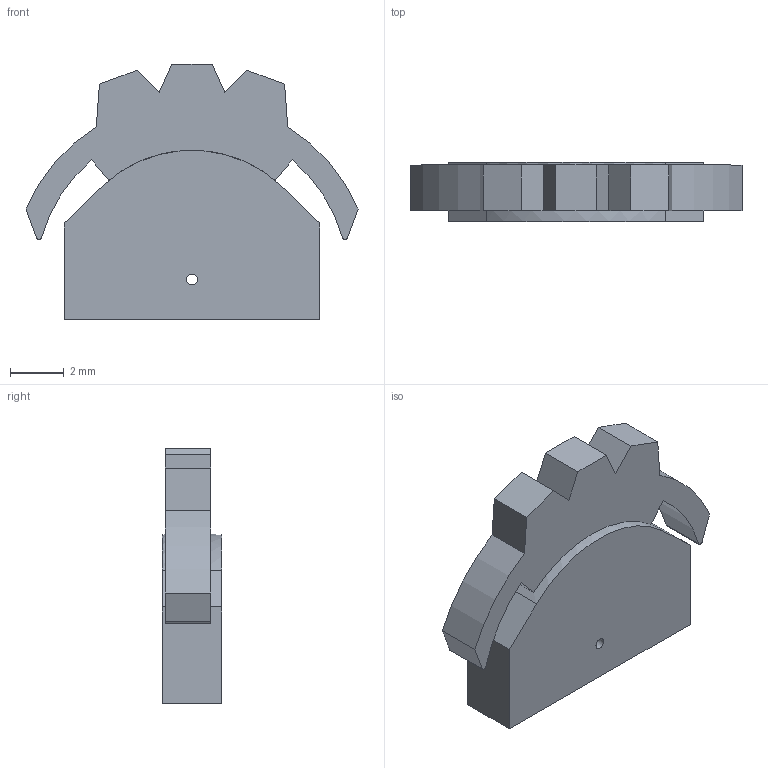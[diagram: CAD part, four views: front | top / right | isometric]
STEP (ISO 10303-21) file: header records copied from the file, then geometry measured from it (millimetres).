
FILE_DESCRIPTION(/* description */ (''),/* implementation_level */ '2;1');
FILE_NAME(/* name */ 'TM-2023.stp',/* time_stamp */ '2022-06-10T23:49:04+03:00',/* author */ ('NoName'),/* organization */ (''),/* preprocessor_version */ 'ST-DEVELOPER v18',/* originating_system */ 'Autodesk Inventor 2020',/* authorisation */ '');
FILE_SCHEMA (('AUTOMOTIVE_DESIGN { 1 0 10303 214 3 1 1 }'));
Length unit declared in the file: millimetre
Products named in the file (1): Деталь3
Bounding box: 12.33 x 2.2 x 9.5 mm (x, y, z)
Volume: 163.3 mm3; surface area: 269.7 mm2
Topology: 1 solids, 1 shells, 30 faces, 83 edges, 56 vertices
Faces by surface type: plane 22, cylinder 8
Full cylindrical faces by diameter (mm): 0.4 x1
Entity records: 1008 total; most frequent: CARTESIAN_POINT 170, ORIENTED_EDGE 166, DIRECTION 165, EDGE_CURVE 83, LINE 63, VECTOR 63, VERTEX_POINT 56, AXIS2_PLACEMENT_3D 51
